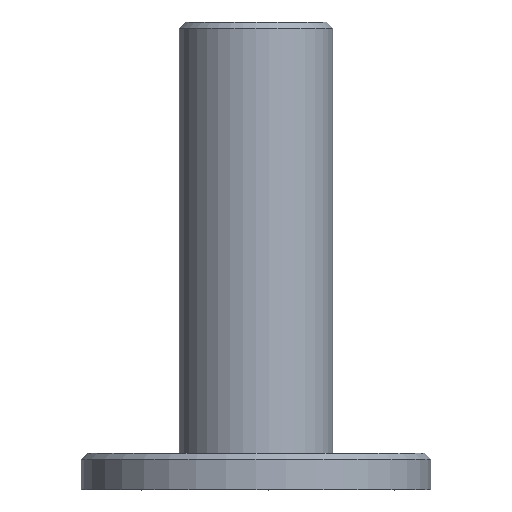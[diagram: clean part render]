
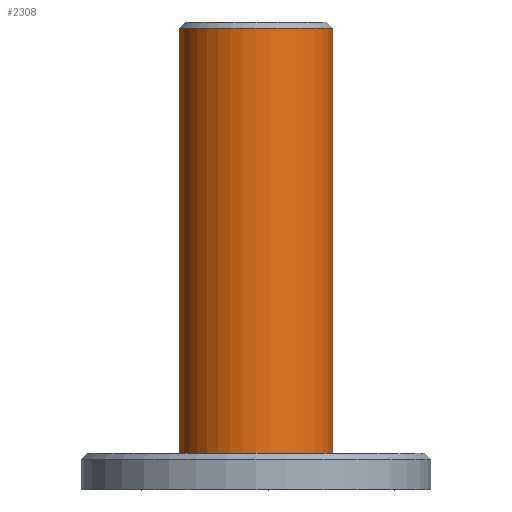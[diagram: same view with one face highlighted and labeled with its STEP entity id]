
A CAD part, front view. The second image highlights one B-rep face of the part: STEP entity #2308.
In plain terms, the highlighted cylindrical face has radius 12.5 mm (diameter 25 mm), a partial arc.
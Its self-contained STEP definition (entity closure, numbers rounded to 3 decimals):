
#213 = CARTESIAN_POINT ( 'NONE',  ( 0., 0., 6. ) ) ;
#633 = AXIS2_PLACEMENT_3D ( 'NONE', #213, #7286, #9785 ) ;
#1008 = VERTEX_POINT ( 'NONE', #5751 ) ;
#1151 = DIRECTION ( 'NONE',  ( 0., 0., -1. ) ) ;
#1408 = AXIS2_PLACEMENT_3D ( 'NONE', #14969, #7844, #8781 ) ;
#1769 = LINE ( 'NONE', #8913, #3001 ) ;
#2308 = ADVANCED_FACE ( 'NONE', ( #6512 ), #11282, .T. ) ;
#2464 = DIRECTION ( 'NONE',  ( 1., 0., 0. ) ) ;
#3001 = VECTOR ( 'NONE', #11337, 1000. ) ;
#3163 = ORIENTED_EDGE ( 'NONE', *, *, #8355, .T. ) ;
#3346 = ORIENTED_EDGE ( 'NONE', *, *, #6852, .T. ) ;
#3389 = ORIENTED_EDGE ( 'NONE', *, *, #3462, .F. ) ;
#3462 = EDGE_CURVE ( 'NONE', #11435, #4275, #1769, .T. ) ;
#4275 = VERTEX_POINT ( 'NONE', #12254 ) ;
#4609 = CARTESIAN_POINT ( 'NONE',  ( -12.5, 0., 76. ) ) ;
#5751 = CARTESIAN_POINT ( 'NONE',  ( -12.5, 0., 75. ) ) ;
#5768 = EDGE_CURVE ( 'NONE', #1008, #10338, #6017, .T. ) ;
#6017 = LINE ( 'NONE', #4609, #14386 ) ;
#6039 = CARTESIAN_POINT ( 'NONE',  ( -12.5, 0., 6. ) ) ;
#6512 = FACE_OUTER_BOUND ( 'NONE', #10460, .T. ) ;
#6852 = EDGE_CURVE ( 'NONE', #10338, #4275, #7900, .T. ) ;
#7286 = DIRECTION ( 'NONE',  ( 0., 0., 1. ) ) ;
#7844 = DIRECTION ( 'NONE',  ( 0., 0., -1. ) ) ;
#7900 = CIRCLE ( 'NONE', #633, 12.5 ) ;
#8355 = EDGE_CURVE ( 'NONE', #11435, #1008, #14428, .T. ) ;
#8781 = DIRECTION ( 'NONE',  ( -1., 0., 0. ) ) ;
#8913 = CARTESIAN_POINT ( 'NONE',  ( 12.5, 0., 76. ) ) ;
#9720 = ORIENTED_EDGE ( 'NONE', *, *, #5768, .T. ) ;
#9769 = DIRECTION ( 'NONE',  ( 0., 0., -1. ) ) ;
#9785 = DIRECTION ( 'NONE',  ( 1., 0., 0. ) ) ;
#10338 = VERTEX_POINT ( 'NONE', #6039 ) ;
#10460 = EDGE_LOOP ( 'NONE', ( #3389, #3163, #9720, #3346 ) ) ;
#10647 = CARTESIAN_POINT ( 'NONE',  ( 12.5, 0., 75. ) ) ;
#11282 = CYLINDRICAL_SURFACE ( 'NONE', #1408, 12.5 ) ;
#11337 = DIRECTION ( 'NONE',  ( 0., 0., -1. ) ) ;
#11435 = VERTEX_POINT ( 'NONE', #10647 ) ;
#11668 = AXIS2_PLACEMENT_3D ( 'NONE', #11883, #9769, #2464 ) ;
#11883 = CARTESIAN_POINT ( 'NONE',  ( 0., 0., 75. ) ) ;
#12254 = CARTESIAN_POINT ( 'NONE',  ( 12.5, 0., 6. ) ) ;
#14386 = VECTOR ( 'NONE', #1151, 1000. ) ;
#14428 = CIRCLE ( 'NONE', #11668, 12.5 ) ;
#14969 = CARTESIAN_POINT ( 'NONE',  ( 0., 0., 76. ) ) ;
